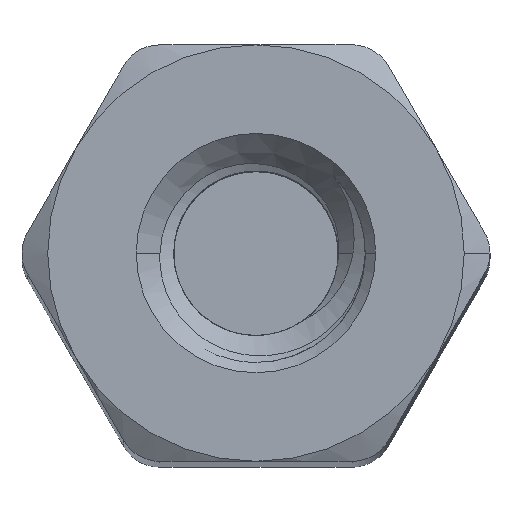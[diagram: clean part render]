
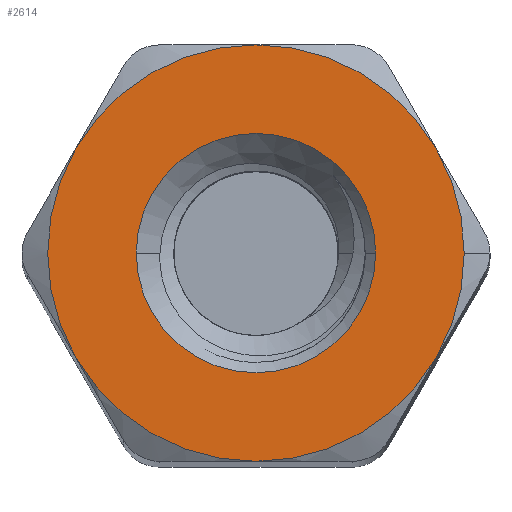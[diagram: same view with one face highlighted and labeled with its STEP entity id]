
A CAD part, top view. The second image highlights one B-rep face of the part: STEP entity #2614.
In plain terms, the highlighted planar face has unit normal (0, 0, 1).
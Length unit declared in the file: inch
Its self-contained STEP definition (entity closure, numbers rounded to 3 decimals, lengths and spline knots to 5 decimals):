
#188 = VERTEX_POINT ( 'NONE', #3131 ) ;
#230 = EDGE_CURVE ( 'NONE', #3078, #1624, #5323, .T. ) ;
#394 = CIRCLE ( 'NONE', #2314, 0.15625 ) ;
#437 = ORIENTED_EDGE ( 'NONE', *, *, #4847, .T. ) ;
#444 = EDGE_LOOP ( 'NONE', ( #5833, #2323 ) ) ;
#451 = EDGE_CURVE ( 'NONE', #1624, #2725, #3087, .T. ) ;
#536 = EDGE_CURVE ( 'NONE', #188, #3353, #1286, .T. ) ;
#694 = VERTEX_POINT ( 'NONE', #4901 ) ;
#761 = ORIENTED_EDGE ( 'NONE', *, *, #1979, .T. ) ;
#865 = ORIENTED_EDGE ( 'NONE', *, *, #6068, .T. ) ;
#883 = DIRECTION ( 'NONE',  ( 1., 0., 0. ) ) ;
#917 = DIRECTION ( 'NONE',  ( 0., 0., 1. ) ) ;
#933 = DIRECTION ( 'NONE',  ( 0., 0., 1. ) ) ;
#980 = DIRECTION ( 'NONE',  ( 1., 0., 0. ) ) ;
#999 = CARTESIAN_POINT ( 'NONE',  ( 0., -0.15625, 1.25 ) ) ;
#1072 = DIRECTION ( 'NONE',  ( 0., 0., -1. ) ) ;
#1097 = DIRECTION ( 'NONE',  ( 1., 0., 0. ) ) ;
#1192 = CIRCLE ( 'NONE', #4263, 0.15625 ) ;
#1212 = AXIS2_PLACEMENT_3D ( 'NONE', #5467, #2702, #5938 ) ;
#1286 = CIRCLE ( 'NONE', #2816, 0.08981 ) ;
#1381 = ORIENTED_EDGE ( 'NONE', *, *, #451, .T. ) ;
#1408 = CIRCLE ( 'NONE', #1212, 0.15625 ) ;
#1428 = VERTEX_POINT ( 'NONE', #5085 ) ;
#1467 = FACE_OUTER_BOUND ( 'NONE', #3441, .T. ) ;
#1580 = AXIS2_PLACEMENT_3D ( 'NONE', #4293, #5972, #2123 ) ;
#1624 = VERTEX_POINT ( 'NONE', #999 ) ;
#1710 = DIRECTION ( 'NONE',  ( 0., 1., 0. ) ) ;
#1959 = DIRECTION ( 'NONE',  ( 0., 0., 1. ) ) ;
#1979 = EDGE_CURVE ( 'NONE', #1428, #5471, #1192, .T. ) ;
#1987 = CARTESIAN_POINT ( 'NONE',  ( -0.13532, -0.07813, 1.25 ) ) ;
#2023 = CIRCLE ( 'NONE', #1580, 0.15625 ) ;
#2123 = DIRECTION ( 'NONE',  ( 1., 0., 0. ) ) ;
#2158 = DIRECTION ( 'NONE',  ( 0., 0., 1. ) ) ;
#2221 = CARTESIAN_POINT ( 'NONE',  ( -0.08981, 0., 1.25 ) ) ;
#2314 = AXIS2_PLACEMENT_3D ( 'NONE', #5959, #4384, #1097 ) ;
#2323 = ORIENTED_EDGE ( 'NONE', *, *, #5437, .F. ) ;
#2605 = DIRECTION ( 'NONE',  ( 0., 0., 1. ) ) ;
#2614 = ADVANCED_FACE ( 'NONE', ( #6349, #1467 ), #3831, .F. ) ;
#2702 = DIRECTION ( 'NONE',  ( 0., 0., 1. ) ) ;
#2725 = VERTEX_POINT ( 'NONE', #3496 ) ;
#2816 = AXIS2_PLACEMENT_3D ( 'NONE', #6418, #2605, #980 ) ;
#2860 = AXIS2_PLACEMENT_3D ( 'NONE', #6979, #933, #3205 ) ;
#2867 = CIRCLE ( 'NONE', #3636, 0.08981 ) ;
#3078 = VERTEX_POINT ( 'NONE', #1987 ) ;
#3087 = CIRCLE ( 'NONE', #2860, 0.15625 ) ;
#3131 = CARTESIAN_POINT ( 'NONE',  ( 0.08981, 0., 1.25 ) ) ;
#3205 = DIRECTION ( 'NONE',  ( 1., 0., 0. ) ) ;
#3353 = VERTEX_POINT ( 'NONE', #2221 ) ;
#3441 = EDGE_LOOP ( 'NONE', ( #865, #761, #437, #4722, #1381, #3706, #3771 ) ) ;
#3496 = CARTESIAN_POINT ( 'NONE',  ( 0.13532, -0.07813, 1.25 ) ) ;
#3565 = AXIS2_PLACEMENT_3D ( 'NONE', #4059, #5640, #4400 ) ;
#3636 = AXIS2_PLACEMENT_3D ( 'NONE', #4176, #1959, #883 ) ;
#3706 = ORIENTED_EDGE ( 'NONE', *, *, #4515, .T. ) ;
#3771 = ORIENTED_EDGE ( 'NONE', *, *, #5978, .T. ) ;
#3818 = CARTESIAN_POINT ( 'NONE',  ( 0., 0., 1.25 ) ) ;
#3831 = PLANE ( 'NONE',  #5167 ) ;
#3912 = DIRECTION ( 'NONE',  ( 1., 0., 0. ) ) ;
#4059 = CARTESIAN_POINT ( 'NONE',  ( 0., 0., 1.25 ) ) ;
#4176 = CARTESIAN_POINT ( 'NONE',  ( 0., 0., 1.25 ) ) ;
#4263 = AXIS2_PLACEMENT_3D ( 'NONE', #5277, #917, #6890 ) ;
#4274 = VERTEX_POINT ( 'NONE', #4328 ) ;
#4293 = CARTESIAN_POINT ( 'NONE',  ( 0., 0., 1.25 ) ) ;
#4328 = CARTESIAN_POINT ( 'NONE',  ( 0.13532, 0.07812, 1.25 ) ) ;
#4361 = CARTESIAN_POINT ( 'NONE',  ( 0., 0., 1.25 ) ) ;
#4384 = DIRECTION ( 'NONE',  ( 0., 0., 1. ) ) ;
#4400 = DIRECTION ( 'NONE',  ( 1., 0., 0. ) ) ;
#4515 = EDGE_CURVE ( 'NONE', #2725, #694, #4934, .T. ) ;
#4717 = CARTESIAN_POINT ( 'NONE',  ( -0.13532, 0.07812, 1.25 ) ) ;
#4722 = ORIENTED_EDGE ( 'NONE', *, *, #230, .T. ) ;
#4847 = EDGE_CURVE ( 'NONE', #5471, #3078, #2023, .T. ) ;
#4901 = CARTESIAN_POINT ( 'NONE',  ( 0.15625, 0., 1.25 ) ) ;
#4934 = CIRCLE ( 'NONE', #5980, 0.15625 ) ;
#5085 = CARTESIAN_POINT ( 'NONE',  ( 0., 0.15625, 1.25 ) ) ;
#5167 = AXIS2_PLACEMENT_3D ( 'NONE', #4361, #1072, #1710 ) ;
#5277 = CARTESIAN_POINT ( 'NONE',  ( 0., 0., 1.25 ) ) ;
#5323 = CIRCLE ( 'NONE', #3565, 0.15625 ) ;
#5437 = EDGE_CURVE ( 'NONE', #3353, #188, #2867, .T. ) ;
#5467 = CARTESIAN_POINT ( 'NONE',  ( 0., 0., 1.25 ) ) ;
#5471 = VERTEX_POINT ( 'NONE', #4717 ) ;
#5640 = DIRECTION ( 'NONE',  ( 0., 0., 1. ) ) ;
#5833 = ORIENTED_EDGE ( 'NONE', *, *, #536, .F. ) ;
#5938 = DIRECTION ( 'NONE',  ( 1., 0., 0. ) ) ;
#5959 = CARTESIAN_POINT ( 'NONE',  ( 0., 0., 1.25 ) ) ;
#5972 = DIRECTION ( 'NONE',  ( 0., 0., 1. ) ) ;
#5978 = EDGE_CURVE ( 'NONE', #694, #4274, #394, .T. ) ;
#5980 = AXIS2_PLACEMENT_3D ( 'NONE', #3818, #2158, #3912 ) ;
#6068 = EDGE_CURVE ( 'NONE', #4274, #1428, #1408, .T. ) ;
#6349 = FACE_BOUND ( 'NONE', #444, .T. ) ;
#6418 = CARTESIAN_POINT ( 'NONE',  ( 0., 0., 1.25 ) ) ;
#6890 = DIRECTION ( 'NONE',  ( 1., 0., 0. ) ) ;
#6979 = CARTESIAN_POINT ( 'NONE',  ( 0., 0., 1.25 ) ) ;
